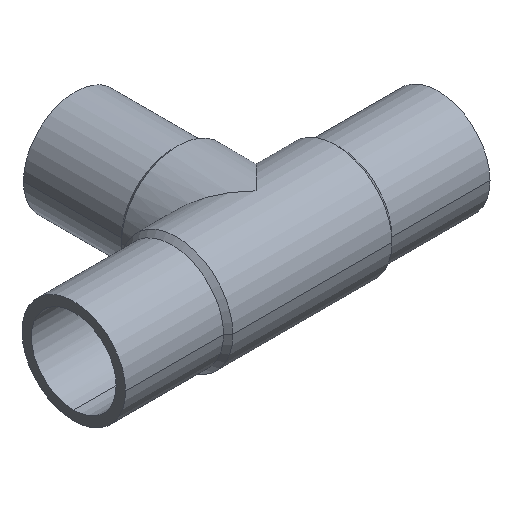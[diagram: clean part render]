
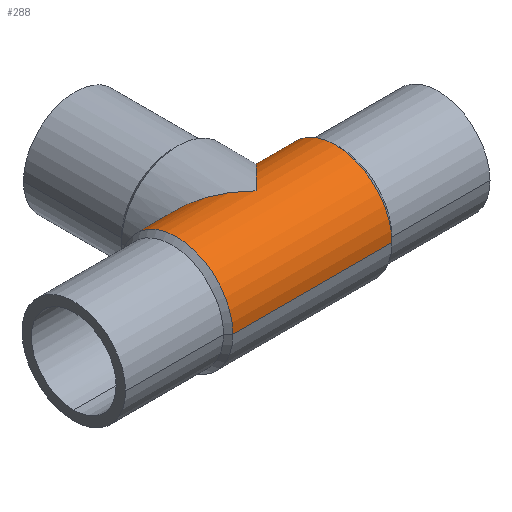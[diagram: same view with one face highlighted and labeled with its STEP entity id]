
A CAD part, isometric view. The second image highlights one B-rep face of the part: STEP entity #288.
In plain terms, the highlighted cylindrical face has radius 40.9 mm (diameter 81.8 mm), a partial arc.
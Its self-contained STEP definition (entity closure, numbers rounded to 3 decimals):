
#136 = EDGE_CURVE( '', #188, #182, #376, .T. );
#142 = VERTEX_POINT( '', #382 );
#150 = EDGE_CURVE( '', #194, #188, #391, .T. );
#166 = EDGE_CURVE( '', #174, #182, #409, .T. );
#170 = EDGE_CURVE( '', #142, #210, #413, .T. );
#174 = VERTEX_POINT( '', #417 );
#182 = VERTEX_POINT( '', #425 );
#188 = VERTEX_POINT( '', #431 );
#194 = VERTEX_POINT( '', #437 );
#210 = VERTEX_POINT( '', #455 );
#248 = VERTEX_POINT( '', #502 );
#258 = EDGE_CURVE( '', #248, #194, #512, .T. );
#274 = EDGE_CURVE( '', #174, #142, #528, .T. );
#288 = ADVANCED_FACE( '', ( #542 ), #543, .T. );
#290 = EDGE_CURVE( '', #210, #248, #545, .T. );
#376 = LINE( '', #634, #635 );
#382 = CARTESIAN_POINT( '', ( -74.4, -40.9, 0. ) );
#391 = ELLIPSE( '', #657, 57.841, 40.9 );
#409 = CIRCLE( '', #681, 40.9 );
#413 = CIRCLE( '', #688, 40.9 );
#417 = CARTESIAN_POINT( '', ( -189.6, -40.9, 0. ) );
#425 = CARTESIAN_POINT( '', ( -189.6, 40.9, 0. ) );
#431 = CARTESIAN_POINT( '', ( -172.9, 40.9, 0. ) );
#437 = CARTESIAN_POINT( '', ( -132., 0., 40.9 ) );
#455 = CARTESIAN_POINT( '', ( -74.4, 40.9, 0. ) );
#502 = CARTESIAN_POINT( '', ( -91.1, 40.9, 0. ) );
#512 = ELLIPSE( '', #810, 57.841, 40.9 );
#528 = LINE( '', #833, #834 );
#542 = FACE_OUTER_BOUND( '', #853, .T. );
#543 = CYLINDRICAL_SURFACE( '', #854, 40.9 );
#545 = LINE( '', #857, #858 );
#634 = CARTESIAN_POINT( '', ( -132., 40.9, 0. ) );
#635 = VECTOR( '', #961, 1. );
#657 = AXIS2_PLACEMENT_3D( '', #980, #981, #982 );
#681 = AXIS2_PLACEMENT_3D( '', #1009, #1010, #1011 );
#688 = AXIS2_PLACEMENT_3D( '', #1013, #1014, #1015 );
#810 = AXIS2_PLACEMENT_3D( '', #1136, #1137, #1138 );
#833 = CARTESIAN_POINT( '', ( -132., -40.9, 0. ) );
#834 = VECTOR( '', #1147, 1. );
#853 = EDGE_LOOP( '', ( #1159, #1160, #1161, #1162, #1163, #1164, #1165 ) );
#854 = AXIS2_PLACEMENT_3D( '', #1166, #1167, #1168 );
#857 = CARTESIAN_POINT( '', ( -132., 40.9, 0. ) );
#858 = VECTOR( '', #1169, 1. );
#961 = DIRECTION( '', ( -1., 0., 0. ) );
#980 = CARTESIAN_POINT( '', ( -132., 0., 0. ) );
#981 = DIRECTION( '', ( -0.707, -0.707, 0. ) );
#982 = DIRECTION( '', ( 0.707, -0.707, 0. ) );
#1009 = CARTESIAN_POINT( '', ( -189.6, 0., 0. ) );
#1010 = DIRECTION( '', ( -1., 0., 0. ) );
#1011 = DIRECTION( '', ( 0., 1., 0. ) );
#1013 = CARTESIAN_POINT( '', ( -74.4, 0., 0. ) );
#1014 = DIRECTION( '', ( -1., 0., 0. ) );
#1015 = DIRECTION( '', ( 0., 1., 0. ) );
#1136 = CARTESIAN_POINT( '', ( -132., 0., 0. ) );
#1137 = DIRECTION( '', ( 0.707, -0.707, 0. ) );
#1138 = DIRECTION( '', ( 0.707, 0.707, 0. ) );
#1147 = DIRECTION( '', ( 1., 0., 0. ) );
#1159 = ORIENTED_EDGE( '', *, *, #290, .T. );
#1160 = ORIENTED_EDGE( '', *, *, #258, .T. );
#1161 = ORIENTED_EDGE( '', *, *, #150, .T. );
#1162 = ORIENTED_EDGE( '', *, *, #136, .T. );
#1163 = ORIENTED_EDGE( '', *, *, #166, .F. );
#1164 = ORIENTED_EDGE( '', *, *, #274, .T. );
#1165 = ORIENTED_EDGE( '', *, *, #170, .T. );
#1166 = CARTESIAN_POINT( '', ( -132., 0., 0. ) );
#1167 = DIRECTION( '', ( 1., 0., 0. ) );
#1168 = DIRECTION( '', ( 0., 1., 0. ) );
#1169 = DIRECTION( '', ( -1., 0., 0. ) );
